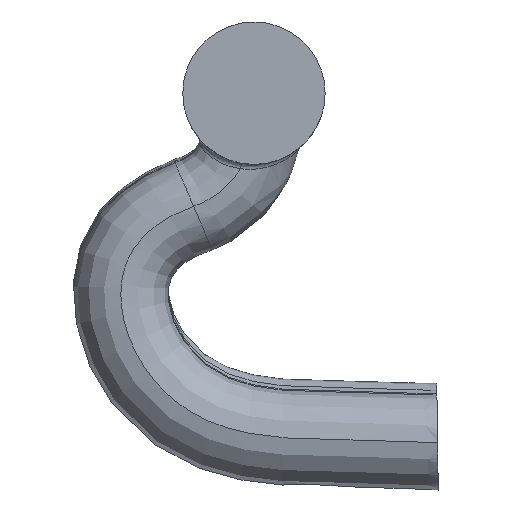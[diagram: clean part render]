
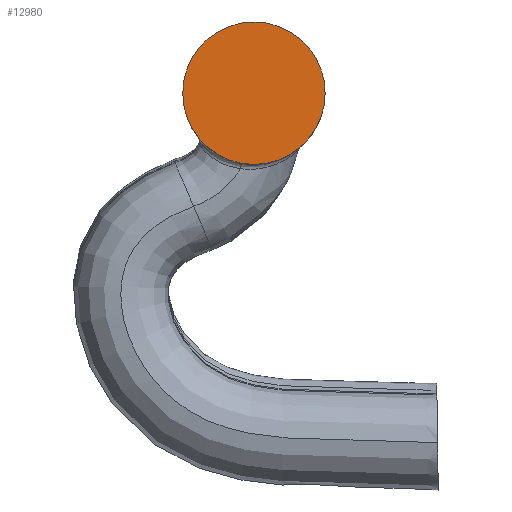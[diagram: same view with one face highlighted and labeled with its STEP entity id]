
A CAD part, left-side view. The second image highlights one B-rep face of the part: STEP entity #12980.
In plain terms, the highlighted planar face has unit normal (-1, 0, 0).
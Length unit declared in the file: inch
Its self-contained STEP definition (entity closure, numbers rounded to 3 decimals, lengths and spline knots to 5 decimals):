
#5554 = CARTESIAN_POINT ( 'NONE',  ( -4.66929, 0., 0. ) ) ;
#5608 = PLANE ( 'NONE',  #12954 ) ;
#5610 = DIRECTION ( 'NONE',  ( 1., 0., 0. ) ) ;
#5611 = DIRECTION ( 'NONE',  ( 0., 0., -1. ) ) ;
#10463 = CARTESIAN_POINT ( 'NONE',  ( -4.66929, 0., 1.02953 ) ) ;
#10504 = CARTESIAN_POINT ( 'NONE',  ( -4.66929, 0., -1.02953 ) ) ;
#10538 = CARTESIAN_POINT ( 'NONE',  ( -4.66929, 0., 0. ) ) ;
#10539 = DIRECTION ( 'NONE',  ( -1., 0., 0. ) ) ;
#10540 = DIRECTION ( 'NONE',  ( 0., 0., -1. ) ) ;
#12875 = EDGE_CURVE ( 'NONE', #14606, #14644, #14390, .T. ) ;
#12915 = EDGE_CURVE ( 'NONE', #14644, #14606, #14381, .T. ) ;
#12944 = AXIS2_PLACEMENT_3D ( 'NONE', #10538, #10539, #10540 ) ;
#12947 = AXIS2_PLACEMENT_3D ( 'NONE', #13108, #13109, #13110 ) ;
#12954 = AXIS2_PLACEMENT_3D ( 'NONE', #5554, #5610, #5611 ) ;
#12980 = ADVANCED_FACE ( 'NONE', ( #14352 ), #5608, .F. ) ;
#13108 = CARTESIAN_POINT ( 'NONE',  ( -4.66929, 0., 0. ) ) ;
#13109 = DIRECTION ( 'NONE',  ( -1., 0., 0. ) ) ;
#13110 = DIRECTION ( 'NONE',  ( 0., 0., -1. ) ) ;
#14352 = FACE_OUTER_BOUND ( 'NONE', #14650, .T. ) ;
#14381 = CIRCLE ( 'NONE', #12947, 1.02953 ) ;
#14390 = CIRCLE ( 'NONE', #12944, 1.02953 ) ;
#14422 = ORIENTED_EDGE ( 'NONE', *, *, #12915, .T. ) ;
#14423 = ORIENTED_EDGE ( 'NONE', *, *, #12875, .T. ) ;
#14606 = VERTEX_POINT ( 'NONE', #10463 ) ;
#14644 = VERTEX_POINT ( 'NONE', #10504 ) ;
#14650 = EDGE_LOOP ( 'NONE', ( #14422, #14423 ) ) ;
